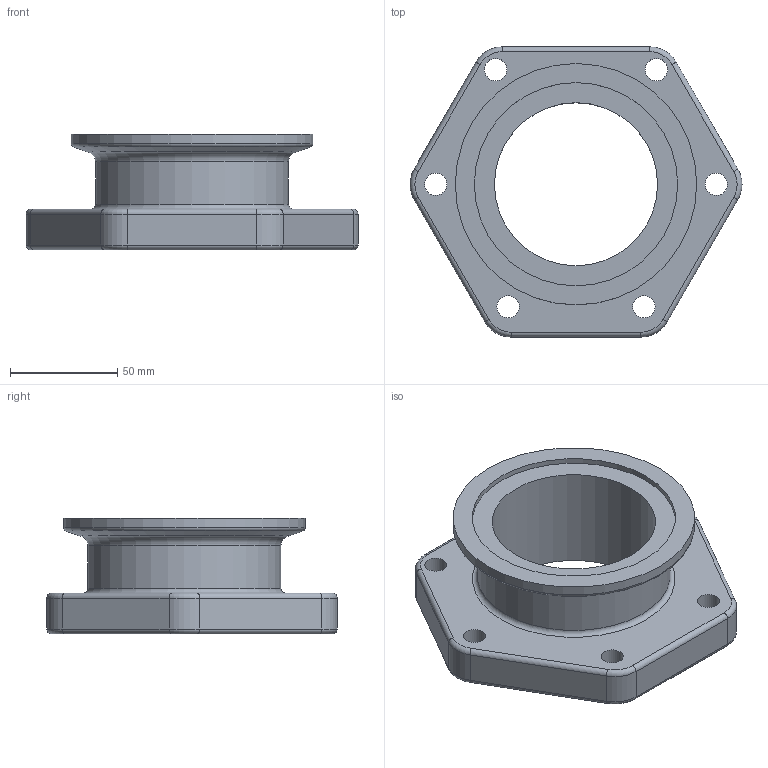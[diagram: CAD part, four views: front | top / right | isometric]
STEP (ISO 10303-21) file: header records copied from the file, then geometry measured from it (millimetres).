
FILE_DESCRIPTION((''),'2;1');
FILE_NAME('BF30178.stp','2013-03-11T11:31:52',('mclevenger'),(''),'Autodesk Inventor 2013','Autodesk Inventor 2013','');
FILE_SCHEMA(('AUTOMOTIVE_DESIGN { 1 0 10303 214 1 1 1 1 }'));
Length unit declared in the file: inch
Products named in the file (1): BF30178
Bounding box: 155.12 x 135.64 x 54.1 mm (x, y, z)
Volume: 291214.2 mm3; surface area: 63317.3 mm2
Topology: 1 solids, 1 shells, 56 faces, 126 edges, 75 vertices
Faces by surface type: cylinder 29, torus 15, plane 11, cone 1
Full cylindrical faces by diameter (mm): 10.414 x6, 76.2 x1, 90.17 x1, 94.615 x1, 94.996 x1, 112.776 x1
Entity records: 1530 total; most frequent: DIRECTION 296, CARTESIAN_POINT 239, ORIENTED_EDGE 218, AXIS2_PLACEMENT_3D 130, EDGE_CURVE 109, EDGE_LOOP 88, VERTEX_POINT 73, CIRCLE 73
